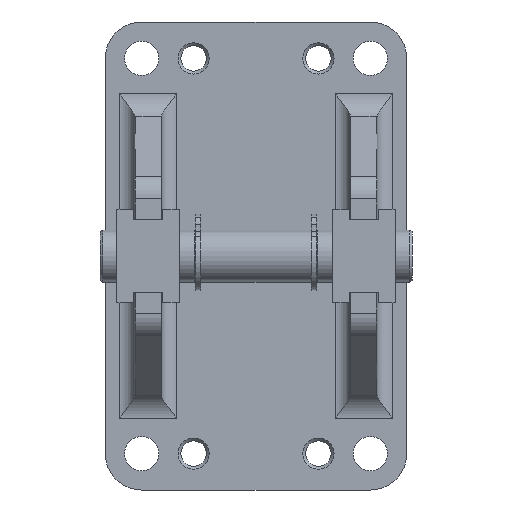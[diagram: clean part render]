
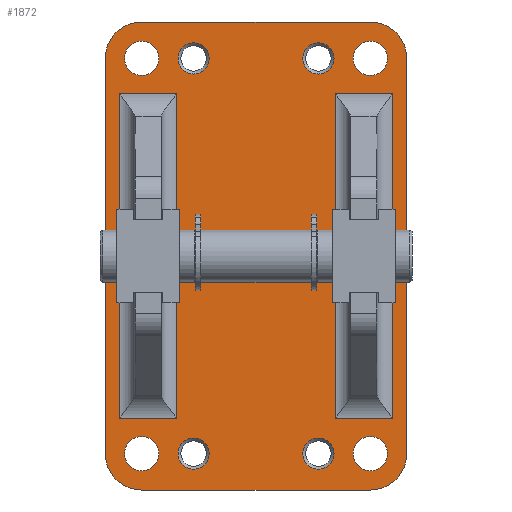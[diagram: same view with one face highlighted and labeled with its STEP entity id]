
A CAD part, front view. The second image highlights one B-rep face of the part: STEP entity #1872.
In plain terms, the highlighted planar face has unit normal (0, -1, 0).
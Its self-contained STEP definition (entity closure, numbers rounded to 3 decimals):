
#135=CIRCLE('',#2045,7.);
#137=CIRCLE('',#2049,7.);
#139=CIRCLE('',#2053,7.);
#141=CIRCLE('',#2057,7.);
#142=CIRCLE('',#2059,3.3);
#143=CIRCLE('',#2060,3.3);
#144=CIRCLE('',#2061,3.3);
#145=CIRCLE('',#2062,3.3);
#146=CIRCLE('',#2063,3.);
#147=CIRCLE('',#2064,3.);
#148=CIRCLE('',#2065,3.);
#149=CIRCLE('',#2066,3.);
#332=ORIENTED_EDGE('',*,*,#820,.F.);
#333=ORIENTED_EDGE('',*,*,#821,.F.);
#334=ORIENTED_EDGE('',*,*,#822,.F.);
#335=ORIENTED_EDGE('',*,*,#823,.F.);
#336=ORIENTED_EDGE('',*,*,#824,.T.);
#337=ORIENTED_EDGE('',*,*,#762,.F.);
#338=ORIENTED_EDGE('',*,*,#825,.F.);
#339=ORIENTED_EDGE('',*,*,#793,.T.);
#340=ORIENTED_EDGE('',*,*,#826,.T.);
#341=ORIENTED_EDGE('',*,*,#757,.F.);
#342=ORIENTED_EDGE('',*,*,#827,.F.);
#343=ORIENTED_EDGE('',*,*,#754,.T.);
#344=ORIENTED_EDGE('',*,*,#801,.F.);
#345=ORIENTED_EDGE('',*,*,#798,.F.);
#346=ORIENTED_EDGE('',*,*,#819,.F.);
#347=ORIENTED_EDGE('',*,*,#816,.F.);
#348=ORIENTED_EDGE('',*,*,#813,.F.);
#349=ORIENTED_EDGE('',*,*,#810,.F.);
#350=ORIENTED_EDGE('',*,*,#807,.F.);
#351=ORIENTED_EDGE('',*,*,#804,.F.);
#352=ORIENTED_EDGE('',*,*,#828,.F.);
#353=ORIENTED_EDGE('',*,*,#829,.F.);
#354=ORIENTED_EDGE('',*,*,#830,.F.);
#355=ORIENTED_EDGE('',*,*,#831,.F.);
#754=EDGE_CURVE('',#1004,#1003,#1186,.T.);
#757=EDGE_CURVE('',#1006,#1007,#1187,.T.);
#762=EDGE_CURVE('',#1010,#1011,#1188,.T.);
#793=EDGE_CURVE('',#1036,#1035,#1209,.T.);
#798=EDGE_CURVE('',#1040,#1041,#1212,.T.);
#801=EDGE_CURVE('',#1041,#1043,#135,.T.);
#804=EDGE_CURVE('',#1043,#1045,#1216,.T.);
#807=EDGE_CURVE('',#1045,#1047,#137,.T.);
#810=EDGE_CURVE('',#1047,#1049,#1220,.T.);
#813=EDGE_CURVE('',#1049,#1051,#139,.T.);
#816=EDGE_CURVE('',#1051,#1053,#1224,.T.);
#819=EDGE_CURVE('',#1053,#1040,#141,.T.);
#820=EDGE_CURVE('',#1054,#1054,#142,.F.);
#821=EDGE_CURVE('',#1055,#1055,#143,.F.);
#822=EDGE_CURVE('',#1056,#1056,#144,.F.);
#823=EDGE_CURVE('',#1057,#1057,#145,.F.);
#824=EDGE_CURVE('',#1035,#1011,#1226,.T.);
#825=EDGE_CURVE('',#1036,#1010,#1227,.T.);
#826=EDGE_CURVE('',#1003,#1007,#1228,.T.);
#827=EDGE_CURVE('',#1004,#1006,#1229,.T.);
#828=EDGE_CURVE('',#1058,#1058,#146,.T.);
#829=EDGE_CURVE('',#1059,#1059,#147,.T.);
#830=EDGE_CURVE('',#1060,#1060,#148,.T.);
#831=EDGE_CURVE('',#1061,#1061,#149,.T.);
#1003=VERTEX_POINT('',#2883);
#1004=VERTEX_POINT('',#2885);
#1006=VERTEX_POINT('',#2895);
#1007=VERTEX_POINT('',#2896);
#1010=VERTEX_POINT('',#2913);
#1011=VERTEX_POINT('',#2914);
#1035=VERTEX_POINT('',#2985);
#1036=VERTEX_POINT('',#2987);
#1040=VERTEX_POINT('',#3000);
#1041=VERTEX_POINT('',#3002);
#1043=VERTEX_POINT('',#3008);
#1045=VERTEX_POINT('',#3014);
#1047=VERTEX_POINT('',#3020);
#1049=VERTEX_POINT('',#3026);
#1051=VERTEX_POINT('',#3032);
#1053=VERTEX_POINT('',#3038);
#1054=VERTEX_POINT('',#3045);
#1055=VERTEX_POINT('',#3047);
#1056=VERTEX_POINT('',#3049);
#1057=VERTEX_POINT('',#3051);
#1058=VERTEX_POINT('',#3057);
#1059=VERTEX_POINT('',#3059);
#1060=VERTEX_POINT('',#3061);
#1061=VERTEX_POINT('',#3063);
#1186=LINE('',#2884,#1330);
#1187=LINE('',#2894,#1331);
#1188=LINE('',#2912,#1332);
#1209=LINE('',#2986,#1353);
#1212=LINE('',#3001,#1356);
#1216=LINE('',#3013,#1360);
#1220=LINE('',#3025,#1364);
#1224=LINE('',#3037,#1368);
#1226=LINE('',#3052,#1370);
#1227=LINE('',#3053,#1371);
#1228=LINE('',#3054,#1372);
#1229=LINE('',#3055,#1373);
#1330=VECTOR('',#2278,1000.);
#1331=VECTOR('',#2283,1000.);
#1332=VECTOR('',#2290,1000.);
#1353=VECTOR('',#2335,1000.);
#1356=VECTOR('',#2342,1000.);
#1360=VECTOR('',#2354,1000.);
#1364=VECTOR('',#2366,1000.);
#1368=VECTOR('',#2378,1000.);
#1370=VECTOR('',#2396,1000.);
#1371=VECTOR('',#2397,1000.);
#1372=VECTOR('',#2398,1000.);
#1373=VECTOR('',#2399,1000.);
#1474=EDGE_LOOP('',(#332));
#1475=EDGE_LOOP('',(#333));
#1476=EDGE_LOOP('',(#334));
#1477=EDGE_LOOP('',(#335));
#1478=EDGE_LOOP('',(#336,#337,#338,#339));
#1479=EDGE_LOOP('',(#340,#341,#342,#343));
#1480=EDGE_LOOP('',(#344,#345,#346,#347,#348,#349,#350,#351));
#1481=EDGE_LOOP('',(#352));
#1482=EDGE_LOOP('',(#353));
#1483=EDGE_LOOP('',(#354));
#1484=EDGE_LOOP('',(#355));
#1646=FACE_BOUND('',#1474,.T.);
#1647=FACE_BOUND('',#1475,.T.);
#1648=FACE_BOUND('',#1476,.T.);
#1649=FACE_BOUND('',#1477,.T.);
#1650=FACE_BOUND('',#1478,.T.);
#1651=FACE_BOUND('',#1479,.T.);
#1652=FACE_BOUND('',#1480,.T.);
#1653=FACE_BOUND('',#1481,.T.);
#1654=FACE_BOUND('',#1482,.T.);
#1655=FACE_BOUND('',#1483,.T.);
#1656=FACE_BOUND('',#1484,.T.);
#1810=PLANE('',#2058);
#1872=ADVANCED_FACE('',(#1646,#1647,#1648,#1649,#1650,#1651,#1652,#1653,
#1654,#1655,#1656),#1810,.F.);
#2045=AXIS2_PLACEMENT_3D('',#3007,#2348,#2349);
#2049=AXIS2_PLACEMENT_3D('',#3019,#2360,#2361);
#2053=AXIS2_PLACEMENT_3D('',#3031,#2372,#2373);
#2057=AXIS2_PLACEMENT_3D('',#3042,#2384,#2385);
#2058=AXIS2_PLACEMENT_3D('',#3043,#2386,#2387);
#2059=AXIS2_PLACEMENT_3D('',#3044,#2388,#2389);
#2060=AXIS2_PLACEMENT_3D('',#3046,#2390,#2391);
#2061=AXIS2_PLACEMENT_3D('',#3048,#2392,#2393);
#2062=AXIS2_PLACEMENT_3D('',#3050,#2394,#2395);
#2063=AXIS2_PLACEMENT_3D('',#3056,#2400,#2401);
#2064=AXIS2_PLACEMENT_3D('',#3058,#2402,#2403);
#2065=AXIS2_PLACEMENT_3D('',#3060,#2404,#2405);
#2066=AXIS2_PLACEMENT_3D('',#3062,#2406,#2407);
#2278=DIRECTION('',(0.,0.,-1.));
#2283=DIRECTION('',(0.,0.,-1.));
#2290=DIRECTION('',(0.,0.,-1.));
#2335=DIRECTION('',(0.,0.,-1.));
#2342=DIRECTION('',(0.,0.,1.));
#2348=DIRECTION('',(0.,1.,0.));
#2349=DIRECTION('',(1.,0.,0.));
#2354=DIRECTION('',(1.,0.,0.));
#2360=DIRECTION('',(0.,1.,0.));
#2361=DIRECTION('',(1.,0.,0.));
#2366=DIRECTION('',(0.,0.,-1.));
#2372=DIRECTION('',(0.,1.,0.));
#2373=DIRECTION('',(1.,0.,0.));
#2378=DIRECTION('',(-1.,0.,0.));
#2384=DIRECTION('',(0.,1.,0.));
#2385=DIRECTION('',(1.,0.,0.));
#2386=DIRECTION('',(0.,1.,0.));
#2387=DIRECTION('',(0.,0.,1.));
#2388=DIRECTION('',(0.,1.,0.));
#2389=DIRECTION('',(0.,0.,1.));
#2390=DIRECTION('',(0.,1.,0.));
#2391=DIRECTION('',(0.,0.,1.));
#2392=DIRECTION('',(0.,1.,0.));
#2393=DIRECTION('',(0.,0.,1.));
#2394=DIRECTION('',(0.,1.,0.));
#2395=DIRECTION('',(0.,0.,1.));
#2396=DIRECTION('',(-1.,0.,0.));
#2397=DIRECTION('',(-1.,0.,0.));
#2398=DIRECTION('',(-1.,0.,0.));
#2399=DIRECTION('',(-1.,0.,0.));
#2400=DIRECTION('',(0.,-1.,0.));
#2401=DIRECTION('',(0.,0.,-1.));
#2402=DIRECTION('',(0.,-1.,0.));
#2403=DIRECTION('',(0.,0.,-1.));
#2404=DIRECTION('',(0.,-1.,0.));
#2405=DIRECTION('',(0.,0.,-1.));
#2406=DIRECTION('',(0.,-1.,0.));
#2407=DIRECTION('',(0.,0.,-1.));
#2883=CARTESIAN_POINT('',(26.25,14.7,-31.187));
#2884=CARTESIAN_POINT('',(26.25,14.7,31.5));
#2885=CARTESIAN_POINT('',(26.25,14.7,31.187));
#2894=CARTESIAN_POINT('',(15.25,14.7,31.5));
#2895=CARTESIAN_POINT('',(15.25,14.7,31.187));
#2896=CARTESIAN_POINT('',(15.25,14.7,-31.187));
#2912=CARTESIAN_POINT('',(-26.25,14.7,31.5));
#2913=CARTESIAN_POINT('',(-26.25,14.7,31.187));
#2914=CARTESIAN_POINT('',(-26.25,14.7,-31.187));
#2985=CARTESIAN_POINT('',(-15.25,14.7,-31.187));
#2986=CARTESIAN_POINT('',(-15.25,14.7,31.5));
#2987=CARTESIAN_POINT('',(-15.25,14.7,31.187));
#3000=CARTESIAN_POINT('',(-29.,14.7,-38.));
#3001=CARTESIAN_POINT('',(-29.,14.7,-38.));
#3002=CARTESIAN_POINT('',(-29.,14.7,38.));
#3007=CARTESIAN_POINT('',(-22.,14.7,38.));
#3008=CARTESIAN_POINT('',(-22.,14.7,45.));
#3013=CARTESIAN_POINT('',(-22.,14.7,45.));
#3014=CARTESIAN_POINT('',(22.,14.7,45.));
#3019=CARTESIAN_POINT('',(22.,14.7,38.));
#3020=CARTESIAN_POINT('',(29.,14.7,38.));
#3025=CARTESIAN_POINT('',(29.,14.7,38.));
#3026=CARTESIAN_POINT('',(29.,14.7,-38.));
#3031=CARTESIAN_POINT('',(22.,14.7,-38.));
#3032=CARTESIAN_POINT('',(22.,14.7,-45.));
#3037=CARTESIAN_POINT('',(22.,14.7,-45.));
#3038=CARTESIAN_POINT('',(-22.,14.7,-45.));
#3042=CARTESIAN_POINT('',(-22.,14.7,-38.));
#3043=CARTESIAN_POINT('',(-22.,14.7,38.));
#3044=CARTESIAN_POINT('',(-22.,14.7,38.));
#3045=CARTESIAN_POINT('',(-22.,14.7,41.3));
#3046=CARTESIAN_POINT('',(-22.,14.7,-38.));
#3047=CARTESIAN_POINT('',(-22.,14.7,-34.7));
#3048=CARTESIAN_POINT('',(22.,14.7,38.));
#3049=CARTESIAN_POINT('',(22.,14.7,41.3));
#3050=CARTESIAN_POINT('',(22.,14.7,-38.));
#3051=CARTESIAN_POINT('',(22.,14.7,-34.7));
#3052=CARTESIAN_POINT('',(30.,14.7,-31.187));
#3053=CARTESIAN_POINT('',(30.,14.7,31.187));
#3054=CARTESIAN_POINT('',(30.,14.7,-31.187));
#3055=CARTESIAN_POINT('',(30.,14.7,31.187));
#3056=CARTESIAN_POINT('',(12.,14.7,-38.));
#3057=CARTESIAN_POINT('',(12.,14.7,-41.));
#3058=CARTESIAN_POINT('',(-12.,14.7,-38.));
#3059=CARTESIAN_POINT('',(-12.,14.7,-41.));
#3060=CARTESIAN_POINT('',(12.,14.7,38.));
#3061=CARTESIAN_POINT('',(12.,14.7,35.));
#3062=CARTESIAN_POINT('',(-12.,14.7,38.));
#3063=CARTESIAN_POINT('',(-12.,14.7,35.));
